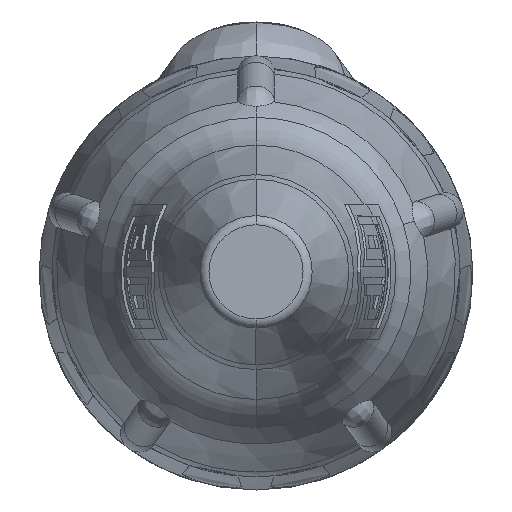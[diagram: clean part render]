
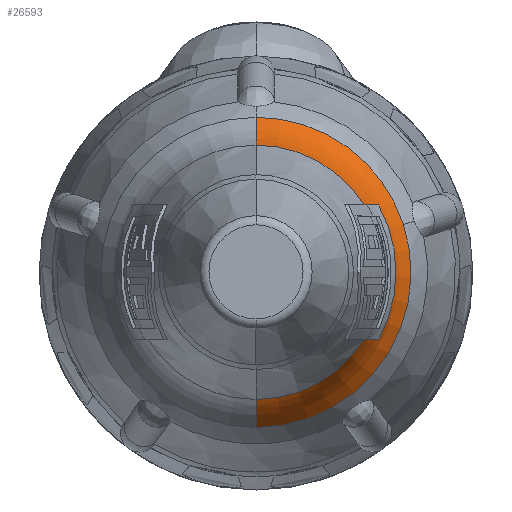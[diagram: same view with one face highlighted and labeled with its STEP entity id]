
A CAD part, top view. The second image highlights one B-rep face of the part: STEP entity #26593.
In plain terms, the highlighted toroidal (fillet/blend) face has major radius 14.426 mm and minor radius 8 mm.
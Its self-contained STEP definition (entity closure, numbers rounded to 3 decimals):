
#6014=CARTESIAN_POINT('',(0.,0.,39.561));
#6015=DIRECTION('',(0.,0.,1.));
#6016=DIRECTION('',(0.,-1.,0.));
#6017=AXIS2_PLACEMENT_3D('',#6014,#6015,#6016);
#6159=CARTESIAN_POINT('',(0.,0.,41.153));
#6160=DIRECTION('',(0.,0.,1.));
#6161=DIRECTION('',(0.87,-0.493,0.));
#6162=AXIS2_PLACEMENT_3D('',#6159,#6160,#6161);
#6164=CARTESIAN_POINT('',(5.617,3.509,42.664));
#6165=CARTESIAN_POINT('',(5.662,3.509,42.496));
#6166=CARTESIAN_POINT('',(5.764,3.509,42.161));
#6167=CARTESIAN_POINT('',(5.959,3.509,41.656));
#6168=CARTESIAN_POINT('',(6.117,3.509,41.321));
#6169=CARTESIAN_POINT('',(6.203,3.509,41.153));
#6171=CARTESIAN_POINT('',(0.,14.426,44.428));
#6172=DIRECTION('',(1.,0.,0.));
#6173=DIRECTION('',(0.,-0.975,-0.221));
#6174=AXIS2_PLACEMENT_3D('',#6171,#6172,#6173);
#6176=CARTESIAN_POINT('',(0.,0.,39.561));
#6177=DIRECTION('',(0.,0.,-1.));
#6178=DIRECTION('',(0.,1.,0.));
#6179=AXIS2_PLACEMENT_3D('',#6176,#6177,#6178);
#6181=CARTESIAN_POINT('',(0.,-14.426,44.428));
#6182=DIRECTION('',(-1.,0.,0.));
#6183=DIRECTION('',(0.,0.975,-0.221));
#6184=AXIS2_PLACEMENT_3D('',#6181,#6182,#6183);
#6186=CARTESIAN_POINT('',(6.202,-3.512,41.153));
#6187=CARTESIAN_POINT('',(6.115,-3.512,41.321));
#6188=CARTESIAN_POINT('',(5.957,-3.512,41.656));
#6189=CARTESIAN_POINT('',(5.762,-3.512,42.161));
#6190=CARTESIAN_POINT('',(5.66,-3.512,42.496));
#6191=CARTESIAN_POINT('',(5.615,-3.512,42.664));
#6558=CARTESIAN_POINT('',(5.615,-3.512,42.664));
#6560=CARTESIAN_POINT('',(0.,0.,42.664));
#6561=DIRECTION('',(0.,0.,1.));
#6562=DIRECTION('',(0.,-1.,0.));
#6563=AXIS2_PLACEMENT_3D('',#6560,#6561,#6562);
#6578=CARTESIAN_POINT('',(0.,0.,42.664));
#6579=DIRECTION('',(0.,0.,1.));
#6580=DIRECTION('',(0.848,0.53,0.));
#6581=AXIS2_PLACEMENT_3D('',#6578,#6579,#6580);
#6583=CARTESIAN_POINT('',(5.617,3.509,42.664));
#16883=VERTEX_POINT('',#6558);
#16890=VERTEX_POINT('',#6583);
#16956=CARTESIAN_POINT('',(0.,6.623,42.664));
#16957=CARTESIAN_POINT('',(0.,8.076,39.561));
#16958=VERTEX_POINT('',#16956);
#16959=VERTEX_POINT('',#16957);
#16960=CARTESIAN_POINT('',(0.,-6.623,42.664));
#16961=CARTESIAN_POINT('',(0.,-8.076,39.561));
#16962=VERTEX_POINT('',#16960);
#16963=VERTEX_POINT('',#16961);
#16976=CARTESIAN_POINT('',(7.681,2.497,39.561));
#16977=VERTEX_POINT('',#16976);
#17002=CARTESIAN_POINT('',(6.202,-3.512,
41.153));
#17003=CARTESIAN_POINT('',(6.203,3.509,41.153));
#17004=VERTEX_POINT('',#17002);
#17005=VERTEX_POINT('',#17003);
#26569=CARTESIAN_POINT('',(0.,0.,44.428));
#26570=DIRECTION('',(0.,0.,1.));
#26571=DIRECTION('',(0.,-1.,0.));
#26572=AXIS2_PLACEMENT_3D('',#26569,#26570,#26571);
#26573=TOROIDAL_SURFACE('',#26572,14.426,8.);
#26575=ORIENTED_EDGE('',*,*,#26574,.T.);
#26577=ORIENTED_EDGE('',*,*,#26576,.F.);
#26579=ORIENTED_EDGE('',*,*,#26578,.T.);
#26581=ORIENTED_EDGE('',*,*,#26580,.T.);
#26583=ORIENTED_EDGE('',*,*,#26582,.T.);
#26584=ORIENTED_EDGE('',*,*,#26475,.F.);
#26586=ORIENTED_EDGE('',*,*,#26585,.F.);
#26588=ORIENTED_EDGE('',*,*,#26587,.T.);
#26590=ORIENTED_EDGE('',*,*,#26589,.F.);
#26591=EDGE_LOOP('',(#26575,#26577,#26579,#26581,#26583,#26584,#26586,#26588,
#26590));
#26592=FACE_OUTER_BOUND('',#26591,.F.);
#6018=CIRCLE('',#6017,8.076);
#6163=CIRCLE('',#6162,7.127);
#6170=B_SPLINE_CURVE_WITH_KNOTS('',3,(#6164,#6165,#6166,#6167,#6168,#6169),
.UNSPECIFIED.,.F.,.F.,(4,1,1,4),(0.,0.333,0.667,1.),
.UNSPECIFIED.);
#6175=CIRCLE('',#6174,8.);
#6180=CIRCLE('',#6179,8.076);
#6185=CIRCLE('',#6184,8.);
#6192=B_SPLINE_CURVE_WITH_KNOTS('',3,(#6186,#6187,#6188,#6189,#6190,#6191),
.UNSPECIFIED.,.F.,.F.,(4,1,1,4),(0.,0.333,0.667,1.),
.UNSPECIFIED.);
#6564=CIRCLE('',#6563,6.623);
#6582=CIRCLE('',#6581,6.623);
#26475=EDGE_CURVE('',#16963,#16977,#6018,.T.);
#26574=EDGE_CURVE('',#17004,#17005,#6163,.T.);
#26576=EDGE_CURVE('',#16890,#17005,#6170,.T.);
#26578=EDGE_CURVE('',#16890,#16958,#6582,.T.);
#26580=EDGE_CURVE('',#16958,#16959,#6175,.T.);
#26582=EDGE_CURVE('',#16959,#16977,#6180,.T.);
#26585=EDGE_CURVE('',#16962,#16963,#6185,.T.);
#26587=EDGE_CURVE('',#16962,#16883,#6564,.T.);
#26589=EDGE_CURVE('',#17004,#16883,#6192,.T.);
#26593=ADVANCED_FACE('',(#26592),#26573,.F.);
